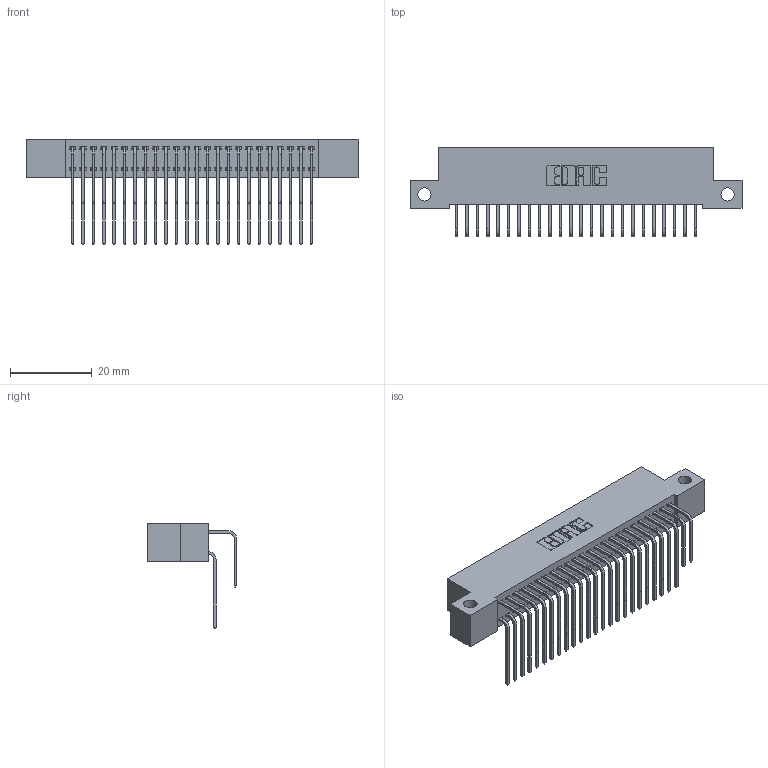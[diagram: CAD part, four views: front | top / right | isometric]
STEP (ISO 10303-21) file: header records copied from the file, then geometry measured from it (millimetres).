
FILE_DESCRIPTION (( 'STEP AP203' ), '1' );
FILE_NAME ('392-048-558-212.STEP', '2018-08-16T23:26:16', ( '' ), ( '' ), 'SwSTEP 2.0', 'SolidWorks 2016', '' );
FILE_SCHEMA (( 'CONFIG_CONTROL_DESIGN' ));
Length unit declared in the file: inch
Products named in the file (4): 342 Part_Side Mount; 345-292-001_558 559 Tail - 1; 345-292-001_558 Tail - 2; 392-048-558-212
Assembly tree (49 placements, depth 2):
  392-048-558-212
    342 Part_Side Mount
    345-292-001_558 559 Tail - 1  x24
    345-292-001_558 Tail - 2  x24
Bounding box: 81.28 x 21.91 x 25.78 mm (x, y, z)
Volume: 7420.8 mm3; surface area: 12728.5 mm2
Topology: 49 solids, 49 shells, 2702 faces, 8027 edges, 5286 vertices
Faces by surface type: plane 1890, cylinder 812
Entity records: 19423 total; most frequent: CARTESIAN_POINT 3289, ORIENTED_EDGE 3174, DIRECTION 2823, EDGE_CURVE 1587, LINE 1419, VECTOR 1419, VERTEX_POINT 1054, AXIS2_PLACEMENT_3D 702
